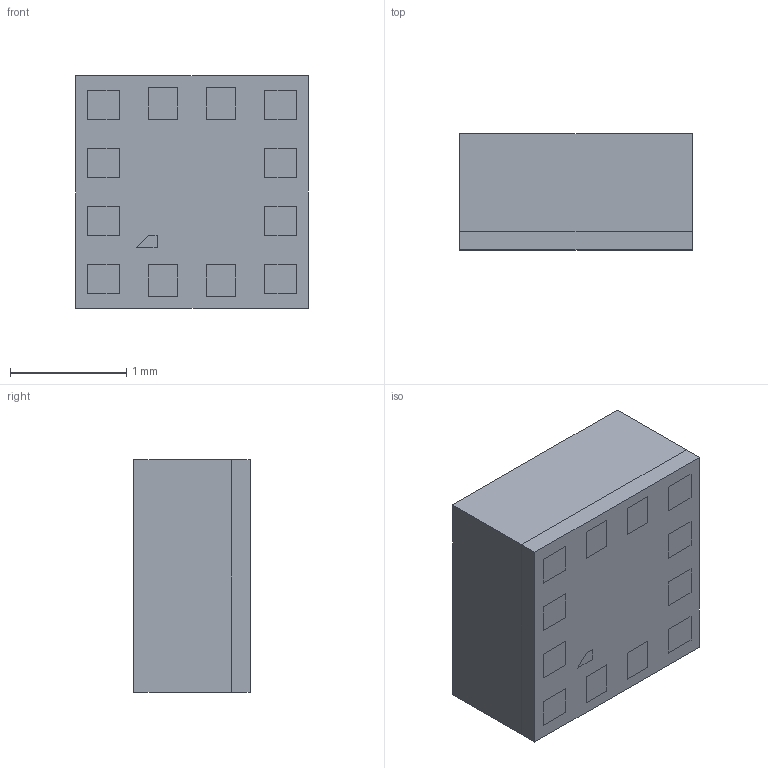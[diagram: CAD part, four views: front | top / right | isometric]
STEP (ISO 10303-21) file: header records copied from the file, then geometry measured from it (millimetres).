
FILE_DESCRIPTION (( 'STEP AP214' ), '1' );
FILE_NAME ('KXTJ3-1057.STEP', '2020-01-24T20:52:43', ( '' ), ( '' ), 'SwSTEP 2.0', 'SolidWorks 2017', '' );
FILE_SCHEMA (( 'AUTOMOTIVE_DESIGN' ));
Length unit declared in the file: millimetre
Products named in the file (1): KXTJ3-1057
Bounding box: 2 x 1 x 2 mm (x, y, z)
Volume: 4 mm3; surface area: 28.5 mm2
Topology: 16 solids, 16 shells, 149 faces, 348 edges, 232 vertices
Faces by surface type: plane 145, cylinder 4
Entity records: 4391 total; most frequent: CARTESIAN_POINT 730, ORIENTED_EDGE 696, DIRECTION 656, EDGE_CURVE 348, VECTOR 340, LINE 340, VERTEX_POINT 232, EDGE_LOOP 176
